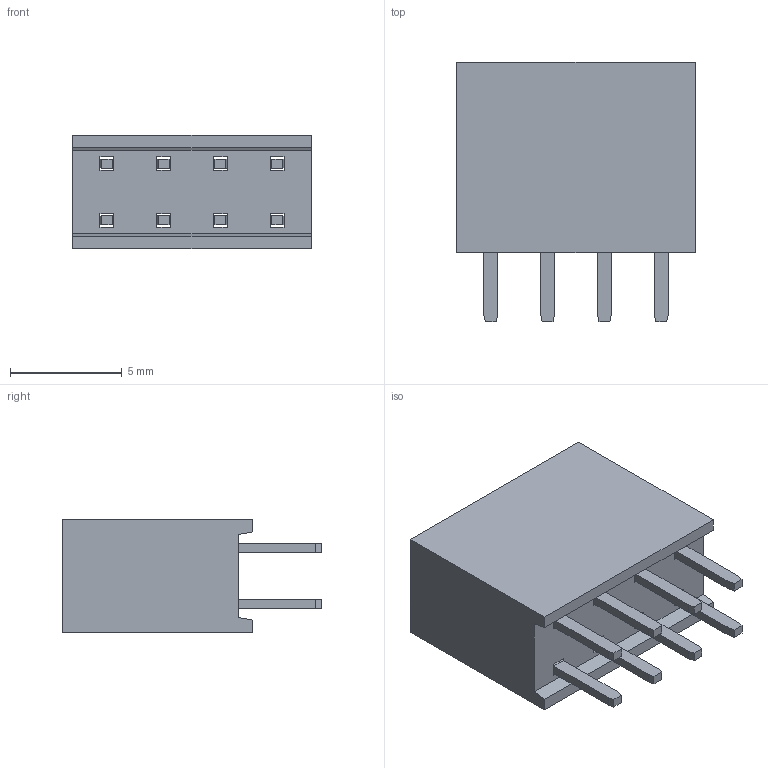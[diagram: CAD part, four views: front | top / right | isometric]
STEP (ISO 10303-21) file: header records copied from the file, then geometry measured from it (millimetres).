
FILE_DESCRIPTION(('FreeCAD Model'),'2;1');
FILE_NAME('Open CASCADE Shape Model','2024-08-12T21:26:00',(''),(''), 'Open CASCADE STEP processor 7.6','FreeCAD','Unknown');
FILE_SCHEMA(('AP242_MANAGED_MODEL_BASED_3D_ENGINEERING_MIM_LF. {1 0 10303 442 1 1 4 }'));
Length unit declared in the file: millimetre
Products named in the file (4): Unnamed; NAUO2; Cut; NAUO1
Assembly tree (6 placements, depth 3):
  Unnamed
    NAUO2
      Cut  x4
    NAUO1
Bounding box: 10.67 x 11.61 x 5.08 mm (x, y, z)
Volume: 425.3 mm3; surface area: 710.1 mm2
Topology: 17 solids, 17 shells, 234 faces, 568 edges, 368 vertices
Faces by surface type: plane 194, cylinder 40
Entity records: 3430 total; most frequent: CARTESIAN_POINT 577, ORIENTED_EDGE 560, DIRECTION 542, EDGE_CURVE 280, LINE 260, VECTOR 260, VERTEX_POINT 176, AXIS2_PLACEMENT_3D 141
